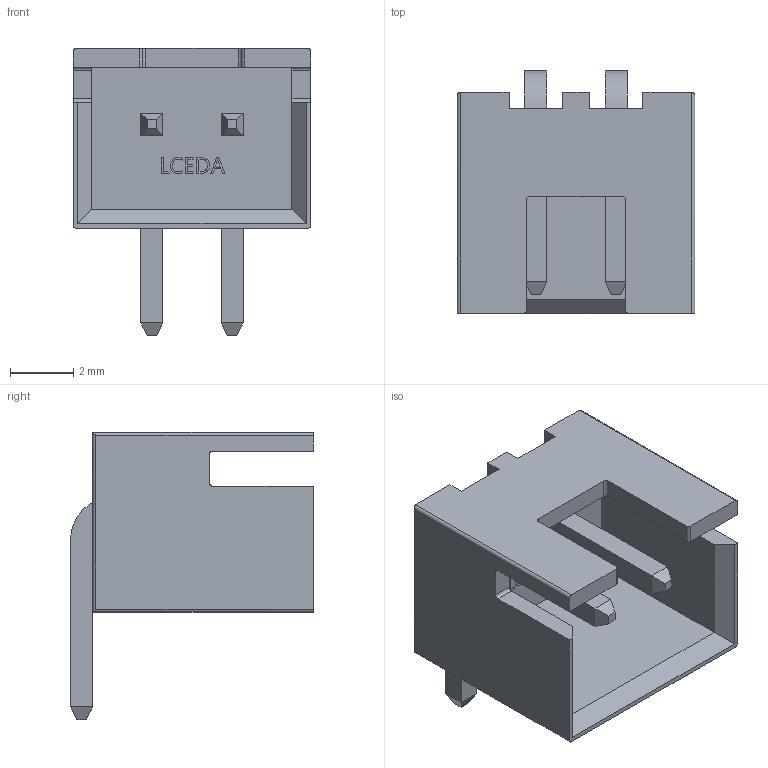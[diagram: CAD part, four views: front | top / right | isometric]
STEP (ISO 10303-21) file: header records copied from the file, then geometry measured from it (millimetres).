
FILE_DESCRIPTION (( 'STEP AP214' ), '1' );
FILE_NAME ('XH2.54-2P_H.step', '2022-08-08T03:45:22', ( '' ), ( '' ), 'SwSTEP 2.0', 'SolidWorks 2020', '' );
FILE_SCHEMA (( 'AUTOMOTIVE_DESIGN' ));
Length unit declared in the file: millimetre
Products named in the file (1): XH2.54-2P_H
Bounding box: 7.54 x 7.7 x 9.1 mm (x, y, z)
Volume: 132.9 mm3; surface area: 434.3 mm2
Topology: 14 solids, 14 shells, 375 faces, 986 edges, 650 vertices
Faces by surface type: plane 245, bspline 112, cylinder 18
Entity records: 16924 total; most frequent: CARTESIAN_POINT 4128, ORIENTED_EDGE 1972, DIRECTION 1310, EDGE_CURVE 986, VECTOR 726, LINE 726, VERTEX_POINT 650, EDGE_LOOP 398
